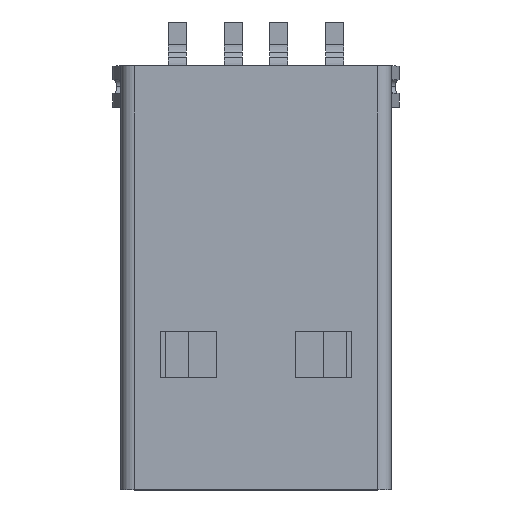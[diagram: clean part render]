
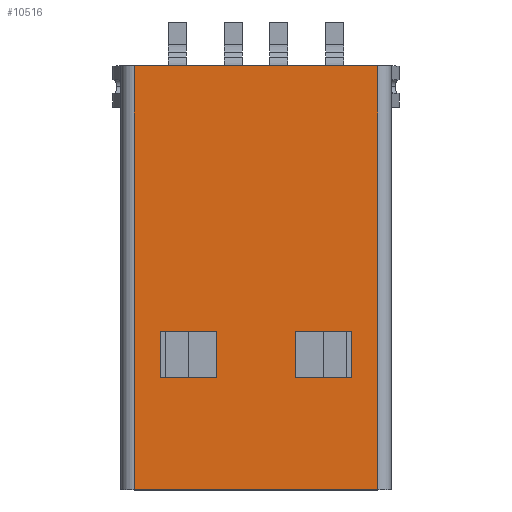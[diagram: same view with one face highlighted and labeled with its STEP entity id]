
A CAD part, top view. The second image highlights one B-rep face of the part: STEP entity #10516.
In plain terms, the highlighted planar face has unit normal (0, 0, 1).
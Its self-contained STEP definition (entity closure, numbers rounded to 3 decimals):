
#164 = EDGE_CURVE ( 'NONE', #4211, #12117, #15442, .T. ) ;
#749 = VERTEX_POINT ( 'NONE', #15329 ) ;
#1111 = LINE ( 'NONE', #13487, #4665 ) ;
#1249 = DIRECTION ( 'NONE',  ( 0., 1., 0. ) ) ;
#1425 = EDGE_LOOP ( 'NONE', ( #26774, #2713, #16796, #22952 ) ) ;
#1901 = CARTESIAN_POINT ( 'NONE',  ( -4.25, -13.8, 2.25 ) ) ;
#2713 = ORIENTED_EDGE ( 'NONE', *, *, #3452, .F. ) ;
#2861 = LINE ( 'NONE', #19703, #15432 ) ;
#3267 = ORIENTED_EDGE ( 'NONE', *, *, #5440, .F. ) ;
#3434 = CARTESIAN_POINT ( 'NONE',  ( -5.4, -18.8, 2.25 ) ) ;
#3452 = EDGE_CURVE ( 'NONE', #5664, #10080, #1111, .T. ) ;
#3868 = DIRECTION ( 'NONE',  ( 0., 1., 0. ) ) ;
#3887 = VERTEX_POINT ( 'NONE', #12603 ) ;
#4211 = VERTEX_POINT ( 'NONE', #24977 ) ;
#4399 = VERTEX_POINT ( 'NONE', #18217 ) ;
#4552 = CARTESIAN_POINT ( 'NONE',  ( -4.25, -11.8, 2.25 ) ) ;
#4588 = CARTESIAN_POINT ( 'NONE',  ( -4.25, -11.8, 2.25 ) ) ;
#4665 = VECTOR ( 'NONE', #1249, 1000. ) ;
#4866 = CARTESIAN_POINT ( 'NONE',  ( 1.75, -11.8, 2.25 ) ) ;
#5440 = EDGE_CURVE ( 'NONE', #25837, #3887, #10829, .T. ) ;
#5452 = ORIENTED_EDGE ( 'NONE', *, *, #8854, .F. ) ;
#5664 = VERTEX_POINT ( 'NONE', #18493 ) ;
#5754 = EDGE_LOOP ( 'NONE', ( #21676, #7764, #10927, #5452 ) ) ;
#5774 = CARTESIAN_POINT ( 'NONE',  ( 1.75, -11.8, 2.25 ) ) ;
#6284 = LINE ( 'NONE', #13483, #9890 ) ;
#6526 = CARTESIAN_POINT ( 'NONE',  ( 1.75, -13.8, 2.25 ) ) ;
#6968 = DIRECTION ( 'NONE',  ( 0., 1., 0. ) ) ;
#7173 = DIRECTION ( 'NONE',  ( 1., 0., 0. ) ) ;
#7685 = LINE ( 'NONE', #11688, #8265 ) ;
#7764 = ORIENTED_EDGE ( 'NONE', *, *, #23029, .F. ) ;
#7927 = VECTOR ( 'NONE', #17241, 1000. ) ;
#8043 = VECTOR ( 'NONE', #24333, 1000. ) ;
#8265 = VECTOR ( 'NONE', #13783, 1000. ) ;
#8313 = EDGE_CURVE ( 'NONE', #11158, #749, #7685, .T. ) ;
#8820 = EDGE_CURVE ( 'NONE', #10080, #4399, #2861, .T. ) ;
#8854 = EDGE_CURVE ( 'NONE', #12117, #11158, #16219, .T. ) ;
#9353 = VERTEX_POINT ( 'NONE', #11524 ) ;
#9680 = DIRECTION ( 'NONE',  ( 1., 0., 0. ) ) ;
#9731 = CARTESIAN_POINT ( 'NONE',  ( -1.75, -11.8, 2.25 ) ) ;
#9890 = VECTOR ( 'NONE', #25937, 1000. ) ;
#9979 = EDGE_CURVE ( 'NONE', #15660, #15448, #6284, .T. ) ;
#10080 = VERTEX_POINT ( 'NONE', #10740 ) ;
#10246 = DIRECTION ( 'NONE',  ( 0., 0., 1. ) ) ;
#10343 = VECTOR ( 'NONE', #22465, 1000. ) ;
#10516 = ADVANCED_FACE ( 'NONE', ( #14169, #26076, #11112 ), #13346, .T. ) ;
#10520 = AXIS2_PLACEMENT_3D ( 'NONE', #14434, #10246, #20993 ) ;
#10686 = VECTOR ( 'NONE', #9680, 1000. ) ;
#10740 = CARTESIAN_POINT ( 'NONE',  ( -5.4, 0., 2.25 ) ) ;
#10829 = LINE ( 'NONE', #4588, #12596 ) ;
#10927 = ORIENTED_EDGE ( 'NONE', *, *, #8313, .F. ) ;
#11112 = FACE_OUTER_BOUND ( 'NONE', #1425, .T. ) ;
#11158 = VERTEX_POINT ( 'NONE', #4866 ) ;
#11337 = ORIENTED_EDGE ( 'NONE', *, *, #12786, .F. ) ;
#11524 = CARTESIAN_POINT ( 'NONE',  ( 5.4, -18.8, 2.25 ) ) ;
#11688 = CARTESIAN_POINT ( 'NONE',  ( 1.75, -11.8, 2.25 ) ) ;
#12117 = VERTEX_POINT ( 'NONE', #26597 ) ;
#12596 = VECTOR ( 'NONE', #23991, 1000. ) ;
#12603 = CARTESIAN_POINT ( 'NONE',  ( -4.25, -11.8, 2.25 ) ) ;
#12786 = EDGE_CURVE ( 'NONE', #15448, #25837, #26903, .T. ) ;
#13346 = PLANE ( 'NONE',  #10520 ) ;
#13483 = CARTESIAN_POINT ( 'NONE',  ( -4.25, -13.8, 2.25 ) ) ;
#13487 = CARTESIAN_POINT ( 'NONE',  ( -5.4, -18.8, 2.25 ) ) ;
#13783 = DIRECTION ( 'NONE',  ( 0., -1., 0. ) ) ;
#13857 = ORIENTED_EDGE ( 'NONE', *, *, #25903, .F. ) ;
#14103 = EDGE_LOOP ( 'NONE', ( #11337, #23207, #13857, #3267 ) ) ;
#14169 = FACE_BOUND ( 'NONE', #14103, .T. ) ;
#14434 = CARTESIAN_POINT ( 'NONE',  ( -5.4, -18.8, 2.25 ) ) ;
#14581 = VECTOR ( 'NONE', #6968, 1000. ) ;
#15132 = CARTESIAN_POINT ( 'NONE',  ( -1.75, -11.8, 2.25 ) ) ;
#15329 = CARTESIAN_POINT ( 'NONE',  ( 1.75, -13.8, 2.25 ) ) ;
#15432 = VECTOR ( 'NONE', #7173, 1000. ) ;
#15442 = LINE ( 'NONE', #23982, #14581 ) ;
#15448 = VERTEX_POINT ( 'NONE', #17096 ) ;
#15508 = EDGE_CURVE ( 'NONE', #5664, #9353, #17919, .T. ) ;
#15561 = LINE ( 'NONE', #4552, #7927 ) ;
#15660 = VERTEX_POINT ( 'NONE', #1901 ) ;
#16219 = LINE ( 'NONE', #5774, #8043 ) ;
#16796 = ORIENTED_EDGE ( 'NONE', *, *, #15508, .T. ) ;
#17096 = CARTESIAN_POINT ( 'NONE',  ( -1.75, -13.8, 2.25 ) ) ;
#17241 = DIRECTION ( 'NONE',  ( 0., -1., 0. ) ) ;
#17432 = EDGE_CURVE ( 'NONE', #9353, #4399, #27451, .T. ) ;
#17919 = LINE ( 'NONE', #3434, #10686 ) ;
#18217 = CARTESIAN_POINT ( 'NONE',  ( 5.4, 0., 2.25 ) ) ;
#18493 = CARTESIAN_POINT ( 'NONE',  ( -5.4, -18.8, 2.25 ) ) ;
#19703 = CARTESIAN_POINT ( 'NONE',  ( -5.4, 0., 2.25 ) ) ;
#20526 = VECTOR ( 'NONE', #20866, 1000. ) ;
#20866 = DIRECTION ( 'NONE',  ( 1., 0., 0. ) ) ;
#20993 = DIRECTION ( 'NONE',  ( 1., 0., 0. ) ) ;
#21676 = ORIENTED_EDGE ( 'NONE', *, *, #164, .F. ) ;
#22465 = DIRECTION ( 'NONE',  ( 0., 1., 0. ) ) ;
#22952 = ORIENTED_EDGE ( 'NONE', *, *, #17432, .T. ) ;
#23029 = EDGE_CURVE ( 'NONE', #749, #4211, #24660, .T. ) ;
#23207 = ORIENTED_EDGE ( 'NONE', *, *, #9979, .F. ) ;
#23982 = CARTESIAN_POINT ( 'NONE',  ( 4.25, -11.8, 2.25 ) ) ;
#23991 = DIRECTION ( 'NONE',  ( -1., 0., 0. ) ) ;
#24228 = VECTOR ( 'NONE', #3868, 1000. ) ;
#24333 = DIRECTION ( 'NONE',  ( -1., 0., 0. ) ) ;
#24660 = LINE ( 'NONE', #6526, #20526 ) ;
#24977 = CARTESIAN_POINT ( 'NONE',  ( 4.25, -13.8, 2.25 ) ) ;
#25074 = CARTESIAN_POINT ( 'NONE',  ( 5.4, -18.8, 2.25 ) ) ;
#25837 = VERTEX_POINT ( 'NONE', #15132 ) ;
#25903 = EDGE_CURVE ( 'NONE', #3887, #15660, #15561, .T. ) ;
#25937 = DIRECTION ( 'NONE',  ( 1., 0., 0. ) ) ;
#26076 = FACE_BOUND ( 'NONE', #5754, .T. ) ;
#26597 = CARTESIAN_POINT ( 'NONE',  ( 4.25, -11.8, 2.25 ) ) ;
#26774 = ORIENTED_EDGE ( 'NONE', *, *, #8820, .F. ) ;
#26903 = LINE ( 'NONE', #9731, #10343 ) ;
#27451 = LINE ( 'NONE', #25074, #24228 ) ;
